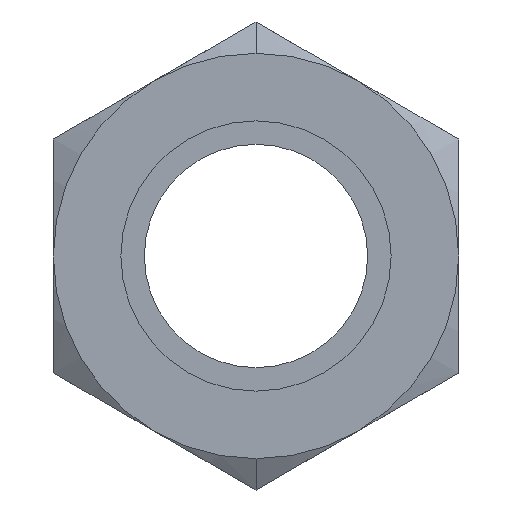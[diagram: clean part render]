
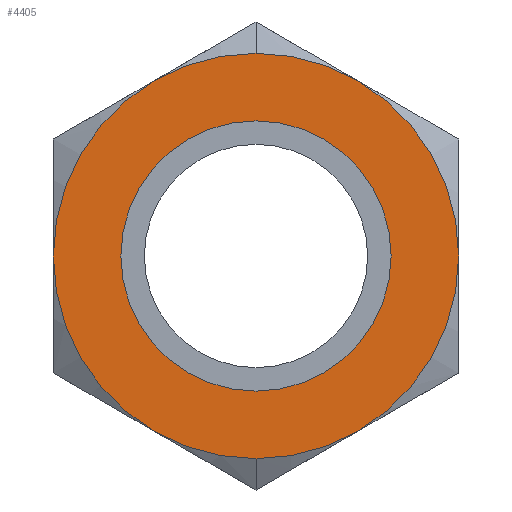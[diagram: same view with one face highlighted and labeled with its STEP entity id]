
A CAD part, left-side view. The second image highlights one B-rep face of the part: STEP entity #4405.
In plain terms, the highlighted planar face has unit normal (-1, 0, 0).
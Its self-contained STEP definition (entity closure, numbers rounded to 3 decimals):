
#124 = VERTEX_POINT ( 'NONE', #7818 ) ;
#209 = DIRECTION ( 'NONE',  ( 1., 0., 0. ) ) ;
#516 = CARTESIAN_POINT ( 'NONE',  ( 0., 0., 9.525 ) ) ;
#1295 = AXIS2_PLACEMENT_3D ( 'NONE', #2032, #4979, #4159 ) ;
#1666 = ORIENTED_EDGE ( 'NONE', *, *, #4048, .T. ) ;
#1863 = DIRECTION ( 'NONE',  ( 1., 0., 0. ) ) ;
#1864 = EDGE_CURVE ( 'NONE', #124, #9008, #8220, .T. ) ;
#1934 = FACE_OUTER_BOUND ( 'NONE', #4342, .T. ) ;
#2032 = CARTESIAN_POINT ( 'NONE',  ( 0., 0., 7.143 ) ) ;
#2137 = CARTESIAN_POINT ( 'NONE',  ( 0., 0., 0. ) ) ;
#3074 = DIRECTION ( 'NONE',  ( 0., 0., 1. ) ) ;
#3108 = CARTESIAN_POINT ( 'NONE',  ( 0., 0., 14.285 ) ) ;
#3136 = CIRCLE ( 'NONE', #6390, 9.525 ) ;
#3796 = ORIENTED_EDGE ( 'NONE', *, *, #6063, .F. ) ;
#3918 = CARTESIAN_POINT ( 'NONE',  ( 0., 0., -9.525 ) ) ;
#4020 = AXIS2_PLACEMENT_3D ( 'NONE', #2137, #4363, #5087 ) ;
#4048 = EDGE_CURVE ( 'NONE', #8570, #4094, #3136, .T. ) ;
#4094 = VERTEX_POINT ( 'NONE', #516 ) ;
#4101 = AXIS2_PLACEMENT_3D ( 'NONE', #6224, #6946, #3074 ) ;
#4159 = DIRECTION ( 'NONE',  ( 0., 0., 1. ) ) ;
#4233 = ORIENTED_EDGE ( 'NONE', *, *, #8383, .T. ) ;
#4342 = EDGE_LOOP ( 'NONE', ( #3796, #6778 ) ) ;
#4363 = DIRECTION ( 'NONE',  ( 1., 0., 0. ) ) ;
#4405 = ADVANCED_FACE ( 'NONE', ( #5759, #1934 ), #5711, .T. ) ;
#4814 = DIRECTION ( 'NONE',  ( 0., 0., -1. ) ) ;
#4844 = CARTESIAN_POINT ( 'NONE',  ( 0., 0., 0. ) ) ;
#4979 = DIRECTION ( 'NONE',  ( -1., 0., 0. ) ) ;
#5087 = DIRECTION ( 'NONE',  ( 0., 0., -1. ) ) ;
#5199 = CIRCLE ( 'NONE', #6750, 9.525 ) ;
#5547 = CARTESIAN_POINT ( 'NONE',  ( 0., 0., 0. ) ) ;
#5711 = PLANE ( 'NONE',  #1295 ) ;
#5759 = FACE_BOUND ( 'NONE', #5989, .T. ) ;
#5989 = EDGE_LOOP ( 'NONE', ( #1666, #4233 ) ) ;
#6063 = EDGE_CURVE ( 'NONE', #9008, #124, #8298, .T. ) ;
#6224 = CARTESIAN_POINT ( 'NONE',  ( 0., 0., 0. ) ) ;
#6390 = AXIS2_PLACEMENT_3D ( 'NONE', #5547, #1863, #4814 ) ;
#6750 = AXIS2_PLACEMENT_3D ( 'NONE', #4844, #209, #9281 ) ;
#6778 = ORIENTED_EDGE ( 'NONE', *, *, #1864, .F. ) ;
#6946 = DIRECTION ( 'NONE',  ( 1., 0., 0. ) ) ;
#7818 = CARTESIAN_POINT ( 'NONE',  ( 0., 0., -14.285 ) ) ;
#8220 = CIRCLE ( 'NONE', #4020, 14.285 ) ;
#8298 = CIRCLE ( 'NONE', #4101, 14.285 ) ;
#8383 = EDGE_CURVE ( 'NONE', #4094, #8570, #5199, .T. ) ;
#8570 = VERTEX_POINT ( 'NONE', #3918 ) ;
#9008 = VERTEX_POINT ( 'NONE', #3108 ) ;
#9281 = DIRECTION ( 'NONE',  ( 0., 0., 1. ) ) ;
